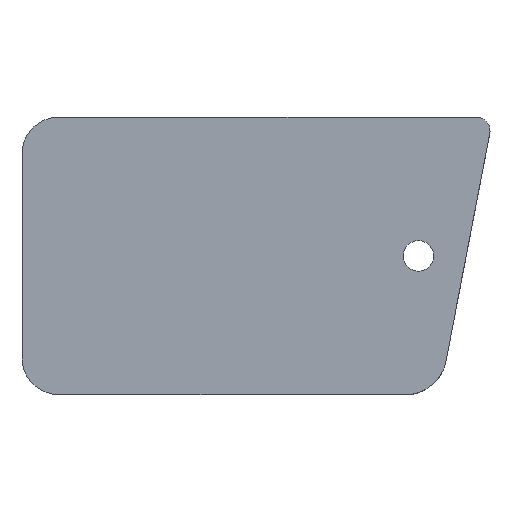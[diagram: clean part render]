
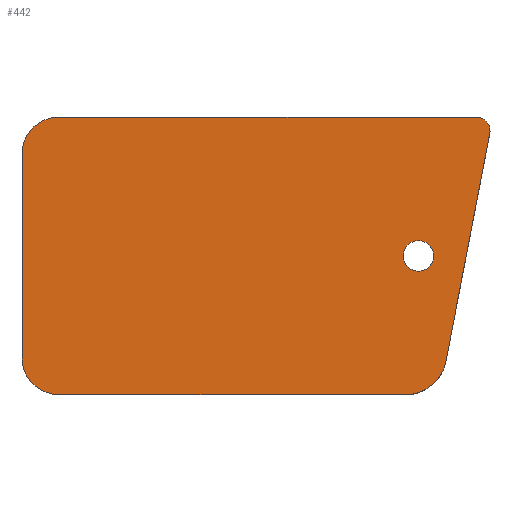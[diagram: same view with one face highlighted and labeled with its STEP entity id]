
A CAD part, top view. The second image highlights one B-rep face of the part: STEP entity #442.
In plain terms, the highlighted planar face has unit normal (0, 0, 1).
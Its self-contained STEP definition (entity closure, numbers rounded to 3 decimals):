
#17=FACE_BOUND('',#69,.T.);
#25=PLANE('',#492);
#43=FACE_OUTER_BOUND('',#68,.T.);
#68=EDGE_LOOP('',(#347,#348,#349,#350,#351,#352,#353,#354));
#69=EDGE_LOOP('',(#355));
#99=LINE('',#683,#143);
#111=LINE('',#720,#155);
#112=LINE('',#724,#156);
#113=LINE('',#728,#157);
#143=VECTOR('',#545,10.);
#155=VECTOR('',#583,10.);
#156=VECTOR('',#586,10.);
#157=VECTOR('',#589,10.);
#176=CIRCLE('',#473,1.666);
#185=CIRCLE('',#489,4.5);
#188=CIRCLE('',#493,1.5);
#189=CIRCLE('',#494,4.);
#190=CIRCLE('',#495,4.);
#195=VERTEX_POINT('',#647);
#210=VERTEX_POINT('',#680);
#211=VERTEX_POINT('',#682);
#221=VERTEX_POINT('',#712);
#223=VERTEX_POINT('',#719);
#224=VERTEX_POINT('',#721);
#225=VERTEX_POINT('',#723);
#226=VERTEX_POINT('',#725);
#227=VERTEX_POINT('',#727);
#238=EDGE_CURVE('',#195,#195,#176,.T.);
#254=EDGE_CURVE('',#211,#210,#99,.T.);
#269=EDGE_CURVE('',#221,#210,#185,.T.);
#273=EDGE_CURVE('',#221,#223,#111,.T.);
#274=EDGE_CURVE('',#223,#224,#188,.T.);
#275=EDGE_CURVE('',#224,#225,#112,.T.);
#276=EDGE_CURVE('',#225,#226,#189,.T.);
#277=EDGE_CURVE('',#226,#227,#113,.T.);
#278=EDGE_CURVE('',#227,#211,#190,.T.);
#347=ORIENTED_EDGE('',*,*,#269,.F.);
#348=ORIENTED_EDGE('',*,*,#273,.T.);
#349=ORIENTED_EDGE('',*,*,#274,.T.);
#350=ORIENTED_EDGE('',*,*,#275,.T.);
#351=ORIENTED_EDGE('',*,*,#276,.T.);
#352=ORIENTED_EDGE('',*,*,#277,.T.);
#353=ORIENTED_EDGE('',*,*,#278,.T.);
#354=ORIENTED_EDGE('',*,*,#254,.T.);
#355=ORIENTED_EDGE('',*,*,#238,.T.);
#442=ADVANCED_FACE('',(#43,#17),#25,.T.);
#473=AXIS2_PLACEMENT_3D('',#649,#520,#521);
#489=AXIS2_PLACEMENT_3D('',#713,#574,#575);
#492=AXIS2_PLACEMENT_3D('',#718,#581,#582);
#493=AXIS2_PLACEMENT_3D('',#722,#584,#585);
#494=AXIS2_PLACEMENT_3D('',#726,#587,#588);
#495=AXIS2_PLACEMENT_3D('',#729,#590,#591);
#520=DIRECTION('center_axis',(0.,0.,-1.));
#521=DIRECTION('ref_axis',(1.,0.,0.));
#545=DIRECTION('',(1.,0.,0.));
#574=DIRECTION('center_axis',(0.,0.,-1.));
#575=DIRECTION('ref_axis',(0.637,-0.771,0.));
#581=DIRECTION('center_axis',(0.,0.,1.));
#582=DIRECTION('ref_axis',(1.,0.,0.));
#583=DIRECTION('',(0.189,0.982,0.));
#584=DIRECTION('center_axis',(0.,0.,1.));
#585=DIRECTION('ref_axis',(1.,0.,0.));
#586=DIRECTION('',(-1.,0.,0.));
#587=DIRECTION('center_axis',(0.,0.,1.));
#588=DIRECTION('ref_axis',(1.,0.,0.));
#589=DIRECTION('',(0.,-1.,0.));
#590=DIRECTION('center_axis',(0.,0.,1.));
#591=DIRECTION('ref_axis',(1.,0.,0.));
#647=CARTESIAN_POINT('',(18.951,-3.997,3.));
#649=CARTESIAN_POINT('Origin',(20.617,-3.997,3.));
#680=CARTESIAN_POINT('',(19.198,-19.115,3.));
#682=CARTESIAN_POINT('',(-18.586,-19.115,3.));
#683=CARTESIAN_POINT('',(-3.086,-19.115,3.));
#712=CARTESIAN_POINT('',(23.617,-15.465,3.));
#713=CARTESIAN_POINT('Origin',(19.198,-14.615,3.));
#718=CARTESIAN_POINT('Origin',(2.914,-3.997,3.));
#719=CARTESIAN_POINT('',(28.387,9.337,3.));
#720=CARTESIAN_POINT('',(22.914,-19.115,3.));
#721=CARTESIAN_POINT('',(26.914,11.12,3.));
#722=CARTESIAN_POINT('Origin',(26.914,9.62,3.));
#723=CARTESIAN_POINT('',(-18.586,11.12,3.));
#724=CARTESIAN_POINT('',(-22.586,11.12,3.));
#725=CARTESIAN_POINT('',(-22.586,7.12,3.));
#726=CARTESIAN_POINT('Origin',(-18.586,7.12,3.));
#727=CARTESIAN_POINT('',(-22.586,-15.115,3.));
#728=CARTESIAN_POINT('',(-22.586,-19.115,3.));
#729=CARTESIAN_POINT('Origin',(-18.586,-15.115,3.));
